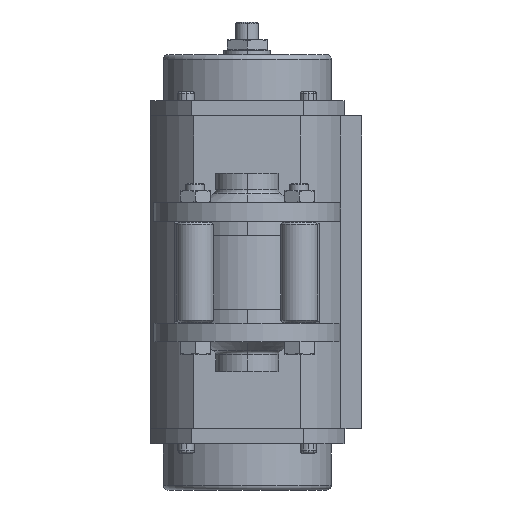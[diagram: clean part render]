
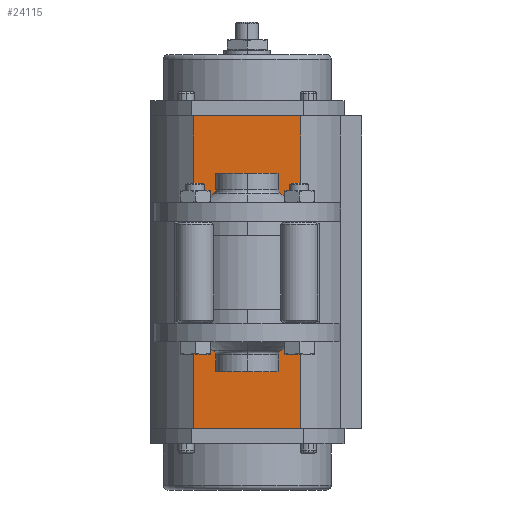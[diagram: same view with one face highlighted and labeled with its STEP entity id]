
A CAD part, front view. The second image highlights one B-rep face of the part: STEP entity #24115.
In plain terms, the highlighted planar face has unit normal (0, -1, 0).
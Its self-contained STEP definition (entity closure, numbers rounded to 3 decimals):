
#22399=DIRECTION('',(1.,0.,0.));
#22400=VECTOR('',#22399,134.);
#22401=CARTESIAN_POINT('',(-67.,-0.15,-23.));
#22402=LINE('',#22401,#22400);
#22403=DIRECTION('',(0.,0.,-1.));
#22404=VECTOR('',#22403,46.);
#22405=CARTESIAN_POINT('',(-67.,-0.15,23.));
#22406=LINE('',#22405,#22404);
#22407=DIRECTION('',(-1.,0.,0.));
#22408=VECTOR('',#22407,134.);
#22409=CARTESIAN_POINT('',(67.,-0.15,23.));
#22410=LINE('',#22409,#22408);
#22411=DIRECTION('',(0.,0.,1.));
#22412=VECTOR('',#22411,46.);
#22413=CARTESIAN_POINT('',(67.,-0.15,-23.));
#22414=LINE('',#22413,#22412);
#22415=CARTESIAN_POINT('',(17.678,-0.15,-17.678));
#22416=DIRECTION('',(0.,-1.,0.));
#22417=DIRECTION('',(-1.,0.,0.));
#22418=AXIS2_PLACEMENT_3D('',#22415,#22416,#22417);
#22420=CARTESIAN_POINT('',(17.678,-0.15,-17.678));
#22421=DIRECTION('',(0.,-1.,0.));
#22422=DIRECTION('',(1.,0.,0.));
#22423=AXIS2_PLACEMENT_3D('',#22420,#22421,#22422);
#22425=CARTESIAN_POINT('',(17.678,-0.15,17.678));
#22426=DIRECTION('',(0.,-1.,0.));
#22427=DIRECTION('',(-1.,0.,0.));
#22428=AXIS2_PLACEMENT_3D('',#22425,#22426,#22427);
#22430=CARTESIAN_POINT('',(17.678,-0.15,17.678));
#22431=DIRECTION('',(0.,-1.,0.));
#22432=DIRECTION('',(1.,0.,0.));
#22433=AXIS2_PLACEMENT_3D('',#22430,#22431,#22432);
#22435=CARTESIAN_POINT('',(-17.678,-0.15,17.678));
#22436=DIRECTION('',(0.,-1.,0.));
#22437=DIRECTION('',(-1.,0.,0.));
#22438=AXIS2_PLACEMENT_3D('',#22435,#22436,#22437);
#22440=CARTESIAN_POINT('',(-17.678,-0.15,17.678));
#22441=DIRECTION('',(0.,-1.,0.));
#22442=DIRECTION('',(1.,0.,0.));
#22443=AXIS2_PLACEMENT_3D('',#22440,#22441,#22442);
#22445=CARTESIAN_POINT('',(-17.678,-0.15,-17.678));
#22446=DIRECTION('',(0.,-1.,0.));
#22447=DIRECTION('',(-1.,0.,0.));
#22448=AXIS2_PLACEMENT_3D('',#22445,#22446,#22447);
#22450=CARTESIAN_POINT('',(-17.678,-0.15,-17.678));
#22451=DIRECTION('',(0.,-1.,0.));
#22452=DIRECTION('',(1.,0.,0.));
#22453=AXIS2_PLACEMENT_3D('',#22450,#22451,#22452);
#23233=CARTESIAN_POINT('',(0.,-0.15,0.));
#23234=DIRECTION('',(0.,-1.,0.));
#23235=DIRECTION('',(-1.,0.,0.));
#23236=AXIS2_PLACEMENT_3D('',#23233,#23234,#23235);
#23242=CARTESIAN_POINT('',(0.,-0.15,0.));
#23243=DIRECTION('',(0.,-1.,0.));
#23244=DIRECTION('',(1.,0.,0.));
#23245=AXIS2_PLACEMENT_3D('',#23242,#23243,#23244);
#23931=CARTESIAN_POINT('',(-67.,-0.15,-23.));
#23932=CARTESIAN_POINT('',(67.,-0.15,-23.));
#23933=VERTEX_POINT('',#23931);
#23934=VERTEX_POINT('',#23932);
#23935=CARTESIAN_POINT('',(67.,-0.15,23.));
#23936=VERTEX_POINT('',#23935);
#23937=CARTESIAN_POINT('',(-67.,-0.15,23.));
#23938=VERTEX_POINT('',#23937);
#23945=CARTESIAN_POINT('',(15.178,-0.15,-17.678));
#23946=CARTESIAN_POINT('',(20.178,-0.15,-17.678));
#23947=VERTEX_POINT('',#23945);
#23948=VERTEX_POINT('',#23946);
#23955=CARTESIAN_POINT('',(15.178,-0.15,17.678));
#23956=CARTESIAN_POINT('',(20.178,-0.15,17.678));
#23957=VERTEX_POINT('',#23955);
#23958=VERTEX_POINT('',#23956);
#23965=CARTESIAN_POINT('',(-20.178,-0.15,17.678));
#23966=CARTESIAN_POINT('',(-15.178,-0.15,17.678));
#23967=VERTEX_POINT('',#23965);
#23968=VERTEX_POINT('',#23966);
#23975=CARTESIAN_POINT('',(-20.178,-0.15,-17.678));
#23976=CARTESIAN_POINT('',(-15.178,-0.15,-17.678));
#23977=VERTEX_POINT('',#23975);
#23978=VERTEX_POINT('',#23976);
#23979=CARTESIAN_POINT('',(-17.5,-0.15,0.));
#23980=CARTESIAN_POINT('',(17.5,-0.15,0.));
#23981=VERTEX_POINT('',#23979);
#23982=VERTEX_POINT('',#23980);
#24072=CARTESIAN_POINT('',(0.,-0.15,0.));
#24073=DIRECTION('',(0.,-1.,0.));
#24074=DIRECTION('',(0.,0.,-1.));
#24075=AXIS2_PLACEMENT_3D('',#24072,#24073,#24074);
#24076=PLANE('',#24075);
#24077=ORIENTED_EDGE('',*,*,#24064,.F.);
#24078=ORIENTED_EDGE('',*,*,#24006,.F.);
#24080=ORIENTED_EDGE('',*,*,#24079,.F.);
#24082=ORIENTED_EDGE('',*,*,#24081,.F.);
#24083=EDGE_LOOP('',(#24077,#24078,#24080,#24082));
#24084=FACE_OUTER_BOUND('',#24083,.F.);
#24086=ORIENTED_EDGE('',*,*,#24085,.T.);
#24088=ORIENTED_EDGE('',*,*,#24087,.T.);
#24089=EDGE_LOOP('',(#24086,#24088));
#24090=FACE_BOUND('',#24089,.F.);
#24092=ORIENTED_EDGE('',*,*,#24091,.T.);
#24094=ORIENTED_EDGE('',*,*,#24093,.T.);
#24095=EDGE_LOOP('',(#24092,#24094));
#24096=FACE_BOUND('',#24095,.F.);
#24098=ORIENTED_EDGE('',*,*,#24097,.T.);
#24100=ORIENTED_EDGE('',*,*,#24099,.T.);
#24101=EDGE_LOOP('',(#24098,#24100));
#24102=FACE_BOUND('',#24101,.F.);
#24104=ORIENTED_EDGE('',*,*,#24103,.T.);
#24106=ORIENTED_EDGE('',*,*,#24105,.T.);
#24107=EDGE_LOOP('',(#24104,#24106));
#24108=FACE_BOUND('',#24107,.F.);
#24110=ORIENTED_EDGE('',*,*,#24109,.T.);
#24112=ORIENTED_EDGE('',*,*,#24111,.T.);
#24113=EDGE_LOOP('',(#24110,#24112));
#24114=FACE_BOUND('',#24113,.F.);
#24115=ADVANCED_FACE('',(#24084,#24090,#24096,#24102,#24108,#24114),#24076,.T.);
#22419=CIRCLE('',#22418,2.5);
#22424=CIRCLE('',#22423,2.5);
#22429=CIRCLE('',#22428,2.5);
#22434=CIRCLE('',#22433,2.5);
#22439=CIRCLE('',#22438,2.5);
#22444=CIRCLE('',#22443,2.5);
#22449=CIRCLE('',#22448,2.5);
#22454=CIRCLE('',#22453,2.5);
#23237=CIRCLE('',#23236,17.5);
#23246=CIRCLE('',#23245,17.5);
#24006=EDGE_CURVE('',#23938,#23933,#22406,.T.);
#24064=EDGE_CURVE('',#23933,#23934,#22402,.T.);
#24079=EDGE_CURVE('',#23936,#23938,#22410,.T.);
#24081=EDGE_CURVE('',#23934,#23936,#22414,.T.);
#24085=EDGE_CURVE('',#23981,#23982,#23237,.T.);
#24087=EDGE_CURVE('',#23982,#23981,#23246,.T.);
#24091=EDGE_CURVE('',#23947,#23948,#22419,.T.);
#24093=EDGE_CURVE('',#23948,#23947,#22424,.T.);
#24097=EDGE_CURVE('',#23957,#23958,#22429,.T.);
#24099=EDGE_CURVE('',#23958,#23957,#22434,.T.);
#24103=EDGE_CURVE('',#23967,#23968,#22439,.T.);
#24105=EDGE_CURVE('',#23968,#23967,#22444,.T.);
#24109=EDGE_CURVE('',#23977,#23978,#22449,.T.);
#24111=EDGE_CURVE('',#23978,#23977,#22454,.T.);
